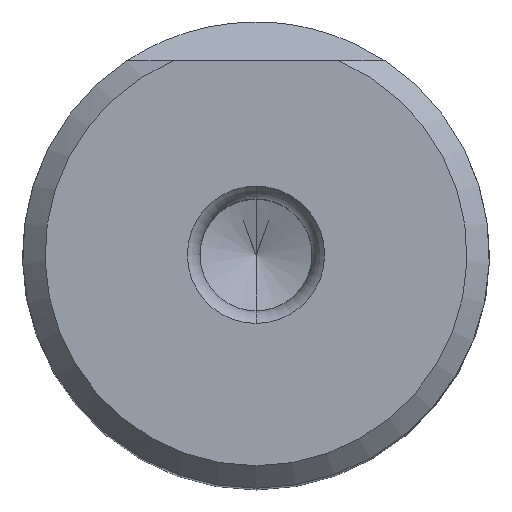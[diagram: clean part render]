
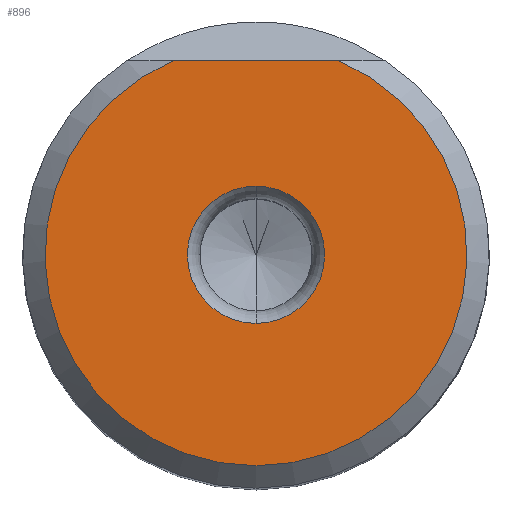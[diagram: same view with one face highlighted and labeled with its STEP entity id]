
A CAD part, top view. The second image highlights one B-rep face of the part: STEP entity #896.
In plain terms, the highlighted face is planar.
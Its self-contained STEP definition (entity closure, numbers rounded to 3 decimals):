
#255=DIRECTION('',(-1.,0.,0.));
#256=VECTOR('',#255,8.839);
#257=CARTESIAN_POINT('',(4.419,10.4,0.));
#258=LINE('',#257,#256);
#262=CARTESIAN_POINT('',(0.,0.,0.));
#263=DIRECTION('',(0.,0.,-1.));
#264=DIRECTION('',(0.,1.,0.));
#265=AXIS2_PLACEMENT_3D('',#262,#263,#264);
#270=CARTESIAN_POINT('',(0.,0.,0.));
#271=DIRECTION('',(0.,0.,-1.));
#272=DIRECTION('',(0.,-1.,0.));
#273=AXIS2_PLACEMENT_3D('',#270,#271,#272);
#278=CARTESIAN_POINT('',(0.,0.,0.));
#279=DIRECTION('',(0.,0.,-1.));
#280=DIRECTION('',(0.391,0.92,0.));
#281=AXIS2_PLACEMENT_3D('',#278,#279,#280);
#298=CARTESIAN_POINT('',(-4.419,10.4,0.));
#303=CARTESIAN_POINT('',(4.419,10.4,0.));
#831=VERTEX_POINT('',#298);
#840=VERTEX_POINT('',#303);
#875=CARTESIAN_POINT('',(0.,3.677,0.));
#876=CARTESIAN_POINT('',(0.,-3.677,0.));
#877=VERTEX_POINT('',#875);
#878=VERTEX_POINT('',#876);
#879=CARTESIAN_POINT('',(0.,0.,0.));
#880=DIRECTION('',(0.,0.,-1.));
#881=DIRECTION('',(0.,-1.,0.));
#882=AXIS2_PLACEMENT_3D('',#879,#880,#881);
#883=PLANE('',#882);
#885=ORIENTED_EDGE('',*,*,#884,.F.);
#887=ORIENTED_EDGE('',*,*,#886,.T.);
#888=EDGE_LOOP('',(#885,#887));
#889=FACE_OUTER_BOUND('',#888,.F.);
#891=ORIENTED_EDGE('',*,*,#890,.T.);
#893=ORIENTED_EDGE('',*,*,#892,.T.);
#894=EDGE_LOOP('',(#891,#893));
#895=FACE_BOUND('',#894,.F.);
#266=CIRCLE('',#265,3.677);
#274=CIRCLE('',#273,3.677);
#282=CIRCLE('',#281,11.3);
#884=EDGE_CURVE('',#840,#831,#282,.T.);
#886=EDGE_CURVE('',#840,#831,#258,.T.);
#890=EDGE_CURVE('',#877,#878,#266,.T.);
#892=EDGE_CURVE('',#878,#877,#274,.T.);
#896=ADVANCED_FACE('',(#889,#895),#883,.T.);
